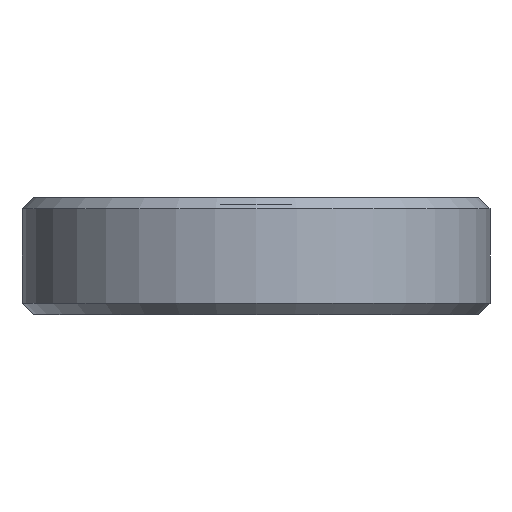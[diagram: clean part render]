
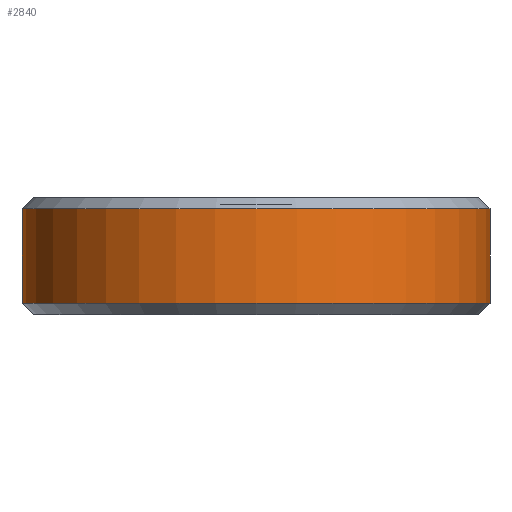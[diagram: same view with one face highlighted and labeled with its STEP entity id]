
A CAD part, left-side view. The second image highlights one B-rep face of the part: STEP entity #2840.
In plain terms, the highlighted cylindrical face has radius 6.25 mm (diameter 12.5 mm), a partial arc.
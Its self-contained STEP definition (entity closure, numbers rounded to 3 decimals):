
#144 = VERTEX_POINT('',#145);
#145 = CARTESIAN_POINT('',(0.,-6.25,0.3));
#161 = CONICAL_SURFACE('',#162,6.25,0.785);
#162 = AXIS2_PLACEMENT_3D('',#163,#164,#165);
#163 = CARTESIAN_POINT('',(0.,0.,0.3));
#164 = DIRECTION('',(0.,0.,1.));
#165 = DIRECTION('',(0.,1.,0.));
#187 = PLANE('',#188);
#188 = AXIS2_PLACEMENT_3D('',#189,#190,#191);
#189 = CARTESIAN_POINT('',(237.5,-6.25,0.));
#190 = DIRECTION('',(0.,-1.,0.));
#191 = DIRECTION('',(-1.,0.,0.));
#290 = PLANE('',#291);
#291 = AXIS2_PLACEMENT_3D('',#292,#293,#294);
#292 = CARTESIAN_POINT('',(237.5,6.25,0.));
#293 = DIRECTION('',(0.,-1.,0.));
#294 = DIRECTION('',(-1.,0.,0.));
#1409 = VERTEX_POINT('',#1410);
#1410 = CARTESIAN_POINT('',(0.,6.25,0.3));
#1457 = EDGE_CURVE('',#1409,#144,#1458,.T.);
#1458 = SURFACE_CURVE('',#1459,(#1464,#1471),.PCURVE_S1.);
#1459 = CIRCLE('',#1460,6.25);
#1460 = AXIS2_PLACEMENT_3D('',#1461,#1462,#1463);
#1461 = CARTESIAN_POINT('',(0.,0.,0.3));
#1462 = DIRECTION('',(0.,-0.,1.));
#1463 = DIRECTION('',(0.,1.,0.));
#1464 = PCURVE('',#161,#1465);
#1465 = DEFINITIONAL_REPRESENTATION('',(#1466),#1470);
#1466 = LINE('',#1467,#1468);
#1467 = CARTESIAN_POINT('',(0.,-0.));
#1468 = VECTOR('',#1469,1.);
#1469 = DIRECTION('',(1.,-0.));
#1470 = ( GEOMETRIC_REPRESENTATION_CONTEXT(2) 
PARAMETRIC_REPRESENTATION_CONTEXT() REPRESENTATION_CONTEXT('2D SPACE',''
  ) );
#1471 = PCURVE('',#1472,#1477);
#1472 = CYLINDRICAL_SURFACE('',#1473,6.25);
#1473 = AXIS2_PLACEMENT_3D('',#1474,#1475,#1476);
#1474 = CARTESIAN_POINT('',(0.,0.,0.));
#1475 = DIRECTION('',(-0.,-0.,-1.));
#1476 = DIRECTION('',(1.,0.,0.));
#1477 = DEFINITIONAL_REPRESENTATION('',(#1478),#1482);
#1478 = LINE('',#1479,#1480);
#1479 = CARTESIAN_POINT('',(-1.571,-0.3));
#1480 = VECTOR('',#1481,1.);
#1481 = DIRECTION('',(-1.,0.));
#1482 = ( GEOMETRIC_REPRESENTATION_CONTEXT(2) 
PARAMETRIC_REPRESENTATION_CONTEXT() REPRESENTATION_CONTEXT('2D SPACE',''
  ) );
#1491 = VERTEX_POINT('',#1492);
#1492 = CARTESIAN_POINT('',(0.,-6.25,2.825));
#1518 = EDGE_CURVE('',#144,#1491,#1519,.T.);
#1519 = SURFACE_CURVE('',#1520,(#1524,#1531),.PCURVE_S1.);
#1520 = LINE('',#1521,#1522);
#1521 = CARTESIAN_POINT('',(0.,-6.25,0.));
#1522 = VECTOR('',#1523,1.);
#1523 = DIRECTION('',(0.,0.,1.));
#1524 = PCURVE('',#187,#1525);
#1525 = DEFINITIONAL_REPRESENTATION('',(#1526),#1530);
#1526 = LINE('',#1527,#1528);
#1527 = CARTESIAN_POINT('',(237.5,0.));
#1528 = VECTOR('',#1529,1.);
#1529 = DIRECTION('',(0.,-1.));
#1530 = ( GEOMETRIC_REPRESENTATION_CONTEXT(2) 
PARAMETRIC_REPRESENTATION_CONTEXT() REPRESENTATION_CONTEXT('2D SPACE',''
  ) );
#1531 = PCURVE('',#1472,#1532);
#1532 = DEFINITIONAL_REPRESENTATION('',(#1533),#1537);
#1533 = LINE('',#1534,#1535);
#1534 = CARTESIAN_POINT('',(-4.712,0.));
#1535 = VECTOR('',#1536,1.);
#1536 = DIRECTION('',(-0.,-1.));
#1537 = ( GEOMETRIC_REPRESENTATION_CONTEXT(2) 
PARAMETRIC_REPRESENTATION_CONTEXT() REPRESENTATION_CONTEXT('2D SPACE',''
  ) );
#1627 = VERTEX_POINT('',#1628);
#1628 = CARTESIAN_POINT('',(0.,6.25,2.825));
#1649 = EDGE_CURVE('',#1409,#1627,#1650,.T.);
#1650 = SURFACE_CURVE('',#1651,(#1655,#1662),.PCURVE_S1.);
#1651 = LINE('',#1652,#1653);
#1652 = CARTESIAN_POINT('',(0.,6.25,0.));
#1653 = VECTOR('',#1654,1.);
#1654 = DIRECTION('',(0.,0.,1.));
#1655 = PCURVE('',#290,#1656);
#1656 = DEFINITIONAL_REPRESENTATION('',(#1657),#1661);
#1657 = LINE('',#1658,#1659);
#1658 = CARTESIAN_POINT('',(237.5,0.));
#1659 = VECTOR('',#1660,1.);
#1660 = DIRECTION('',(0.,-1.));
#1661 = ( GEOMETRIC_REPRESENTATION_CONTEXT(2) 
PARAMETRIC_REPRESENTATION_CONTEXT() REPRESENTATION_CONTEXT('2D SPACE',''
  ) );
#1662 = PCURVE('',#1472,#1663);
#1663 = DEFINITIONAL_REPRESENTATION('',(#1664),#1668);
#1664 = LINE('',#1665,#1666);
#1665 = CARTESIAN_POINT('',(-1.571,0.));
#1666 = VECTOR('',#1667,1.);
#1667 = DIRECTION('',(-0.,-1.));
#1668 = ( GEOMETRIC_REPRESENTATION_CONTEXT(2) 
PARAMETRIC_REPRESENTATION_CONTEXT() REPRESENTATION_CONTEXT('2D SPACE',''
  ) );
#2840 = ADVANCED_FACE('',(#2841),#1472,.T.);
#2841 = FACE_BOUND('',#2842,.F.);
#2842 = EDGE_LOOP('',(#2843,#2844,#2871,#2872));
#2843 = ORIENTED_EDGE('',*,*,#1649,.T.);
#2844 = ORIENTED_EDGE('',*,*,#2845,.T.);
#2845 = EDGE_CURVE('',#1627,#1491,#2846,.T.);
#2846 = SURFACE_CURVE('',#2847,(#2852,#2859),.PCURVE_S1.);
#2847 = CIRCLE('',#2848,6.25);
#2848 = AXIS2_PLACEMENT_3D('',#2849,#2850,#2851);
#2849 = CARTESIAN_POINT('',(0.,0.,2.825));
#2850 = DIRECTION('',(0.,-0.,1.));
#2851 = DIRECTION('',(0.,1.,0.));
#2852 = PCURVE('',#1472,#2853);
#2853 = DEFINITIONAL_REPRESENTATION('',(#2854),#2858);
#2854 = LINE('',#2855,#2856);
#2855 = CARTESIAN_POINT('',(-1.571,-2.825));
#2856 = VECTOR('',#2857,1.);
#2857 = DIRECTION('',(-1.,0.));
#2858 = ( GEOMETRIC_REPRESENTATION_CONTEXT(2) 
PARAMETRIC_REPRESENTATION_CONTEXT() REPRESENTATION_CONTEXT('2D SPACE',''
  ) );
#2859 = PCURVE('',#2860,#2865);
#2860 = CONICAL_SURFACE('',#2861,6.25,0.785);
#2861 = AXIS2_PLACEMENT_3D('',#2862,#2863,#2864);
#2862 = CARTESIAN_POINT('',(0.,0.,2.825));
#2863 = DIRECTION('',(-0.,-0.,-1.));
#2864 = DIRECTION('',(0.,1.,0.));
#2865 = DEFINITIONAL_REPRESENTATION('',(#2866),#2870);
#2866 = LINE('',#2867,#2868);
#2867 = CARTESIAN_POINT('',(-0.,-0.));
#2868 = VECTOR('',#2869,1.);
#2869 = DIRECTION('',(-1.,-0.));
#2870 = ( GEOMETRIC_REPRESENTATION_CONTEXT(2) 
PARAMETRIC_REPRESENTATION_CONTEXT() REPRESENTATION_CONTEXT('2D SPACE',''
  ) );
#2871 = ORIENTED_EDGE('',*,*,#1518,.F.);
#2872 = ORIENTED_EDGE('',*,*,#1457,.F.);
